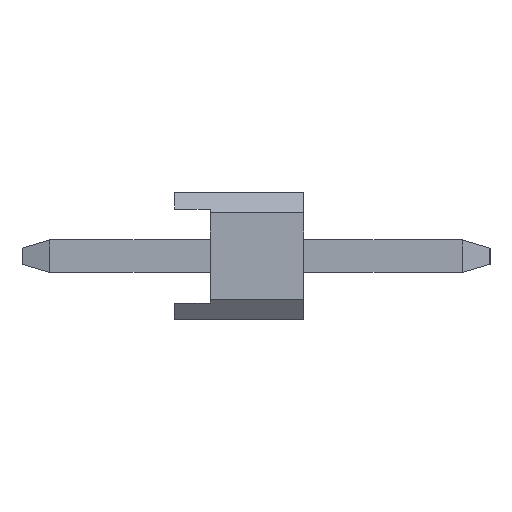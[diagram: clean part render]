
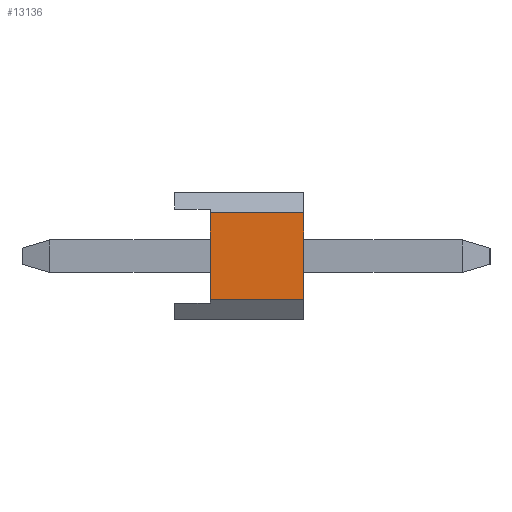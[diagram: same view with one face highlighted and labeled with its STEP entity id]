
A CAD part, left-side view. The second image highlights one B-rep face of the part: STEP entity #13136.
In plain terms, the highlighted planar face has unit normal (-1, 0, 0).
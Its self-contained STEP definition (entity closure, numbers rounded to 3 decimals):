
#9704=VERTEX_POINT('',#22420);
#10492=EDGE_CURVE('',#16906,#15388,#23290,.T.);
#10674=VERTEX_POINT('',#23482);
#10878=EDGE_CURVE('',#15388,#10674,#23704,.T.);
#13136=ADVANCED_FACE('',(#26164),#26165,.T.);
#14004=EDGE_CURVE('',#9704,#16906,#27129,.T.);
#15388=VERTEX_POINT('',#28651);
#16776=EDGE_CURVE('',#9704,#10674,#30208,.T.);
#16906=VERTEX_POINT('',#30345);
#22420=CARTESIAN_POINT('',(-50.7,-0.7,0.851));
#23290=LINE('',#38970,#38971);
#23482=CARTESIAN_POINT('',(-50.7,-2.54,0.851));
#23704=LINE('',#39574,#39575);
#26164=FACE_OUTER_BOUND('',#43165,.T.);
#26165=PLANE('',#43166);
#27129=LINE('',#44555,#44556);
#28651=CARTESIAN_POINT('',(-50.7,-2.54,-0.851));
#30208=LINE('',#49014,#49015);
#30345=CARTESIAN_POINT('',(-50.7,-0.7,-0.851));
#38970=CARTESIAN_POINT('',(-50.7,0.,-0.851));
#38971=VECTOR('',#56898,1.0);
#39574=CARTESIAN_POINT('',(-50.7,-2.54,0.851));
#39575=VECTOR('',#57225,1.0);
#43165=EDGE_LOOP('',(#59454,#59455,#59456,#59457));
#43166=AXIS2_PLACEMENT_3D('',#59458,#59459,#59460);
#44555=CARTESIAN_POINT('',(-50.7,-0.7,-0.426));
#44556=VECTOR('',#60463,1.0);
#49014=CARTESIAN_POINT('',(-50.7,0.,0.851));
#49015=VECTOR('',#63833,1.0);
#56898=DIRECTION('',(0.0,-1.0,0.));
#57225=DIRECTION('',(0.0,0.,1.0));
#59454=ORIENTED_EDGE('',*,*,#14004,.T.);
#59455=ORIENTED_EDGE('',*,*,#10492,.T.);
#59456=ORIENTED_EDGE('',*,*,#10878,.T.);
#59457=ORIENTED_EDGE('',*,*,#16776,.F.);
#59458=CARTESIAN_POINT('',(-50.7,0.,-0.851));
#59459=DIRECTION('',(-1.0,0.0,0.0));
#59460=DIRECTION('',(0.0,0.,-1.0));
#60463=DIRECTION('',(0.0,0.,-1.0));
#63833=DIRECTION('',(0.0,-1.0,0.));
